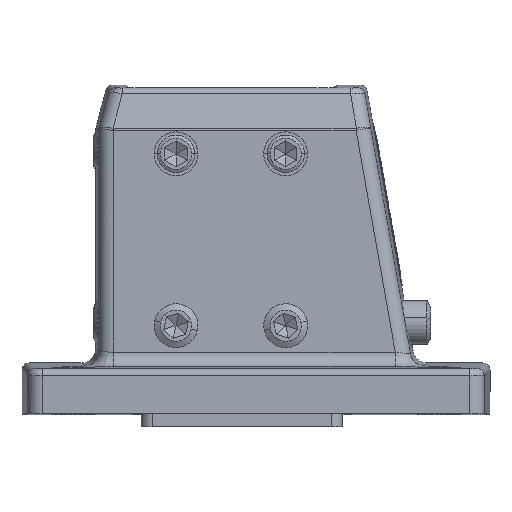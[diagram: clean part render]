
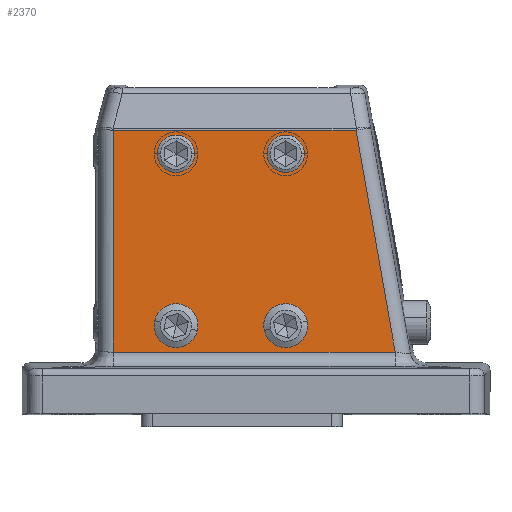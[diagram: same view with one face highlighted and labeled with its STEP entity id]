
A CAD part, top view. The second image highlights one B-rep face of the part: STEP entity #2370.
In plain terms, the highlighted planar face has unit normal (0, 0, 1).
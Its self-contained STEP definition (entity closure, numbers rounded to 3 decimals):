
#2332 = ORIENTED_EDGE ( 'NONE', *, *, #2342, .F. ) ;
#2334 = ORIENTED_EDGE ( 'NONE', *, *, #20574, .F. ) ;
#2342 = EDGE_CURVE ( 'NONE', #20428, #20449, #6881, .T. ) ;
#2345 = ORIENTED_EDGE ( 'NONE', *, *, #2358, .F. ) ;
#2350 = EDGE_LOOP ( 'NONE', ( #2419, #2379, #2432, #2469 ) ) ;
#2353 = VERTEX_POINT ( 'NONE', #6906 ) ;
#2358 = EDGE_CURVE ( 'NONE', #20683, #20562, #6899, .T. ) ;
#2359 = EDGE_LOOP ( 'NONE', ( #2332, #2421 ) ) ;
#2362 = EDGE_LOOP ( 'NONE', ( #2345, #2367 ) ) ;
#2367 = ORIENTED_EDGE ( 'NONE', *, *, #20567, .F. ) ;
#2370 = ADVANCED_FACE ( 'NONE', ( #6925, #6924, #6951, #6950, #6949 ), #6948, .F. ) ;
#2379 = ORIENTED_EDGE ( 'NONE', *, *, #2387, .T. ) ;
#2382 = EDGE_CURVE ( 'NONE', #20483, #20509, #6989, .T. ) ;
#2385 = EDGE_CURVE ( 'NONE', #20593, #20598, #6983, .T. ) ;
#2386 = EDGE_LOOP ( 'NONE', ( #2423, #2414 ) ) ;
#2387 = EDGE_CURVE ( 'NONE', #2427, #2422, #6977, .T. ) ;
#2408 = ORIENTED_EDGE ( 'NONE', *, *, #2385, .F. ) ;
#2414 = ORIENTED_EDGE ( 'NONE', *, *, #20525, .F. ) ;
#2418 = EDGE_CURVE ( 'NONE', #2353, #2427, #7000, .T. ) ;
#2419 = ORIENTED_EDGE ( 'NONE', *, *, #2418, .T. ) ;
#2421 = ORIENTED_EDGE ( 'NONE', *, *, #20432, .F. ) ;
#2422 = VERTEX_POINT ( 'NONE', #7055 ) ;
#2423 = ORIENTED_EDGE ( 'NONE', *, *, #2382, .F. ) ;
#2426 = EDGE_LOOP ( 'NONE', ( #2408, #2334 ) ) ;
#2427 = VERTEX_POINT ( 'NONE', #7039 ) ;
#2432 = ORIENTED_EDGE ( 'NONE', *, *, #2468, .T. ) ;
#2463 = VERTEX_POINT ( 'NONE', #7128 ) ;
#2468 = EDGE_CURVE ( 'NONE', #2422, #2463, #7122, .T. ) ;
#2469 = ORIENTED_EDGE ( 'NONE', *, *, #2474, .T. ) ;
#2474 = EDGE_CURVE ( 'NONE', #2463, #2353, #7158, .T. ) ;
#6877 = DIRECTION ( 'NONE',  ( 1., 0., 0. ) ) ;
#6878 = DIRECTION ( 'NONE',  ( 0., 0., 1. ) ) ;
#6879 = CARTESIAN_POINT ( 'NONE',  ( -15., 73.149, 37. ) ) ;
#6880 = AXIS2_PLACEMENT_3D ( 'NONE', #6879, #6878, #6877 ) ;
#6881 = CIRCLE ( 'NONE', #6880, 5.1 ) ;
#6895 = DIRECTION ( 'NONE',  ( 1., 0., 0. ) ) ;
#6896 = DIRECTION ( 'NONE',  ( 0., 0., 1. ) ) ;
#6897 = CARTESIAN_POINT ( 'NONE',  ( -15., 26.149, 37. ) ) ;
#6898 = AXIS2_PLACEMENT_3D ( 'NONE', #6897, #6896, #6895 ) ;
#6899 = CIRCLE ( 'NONE', #6898, 5.1 ) ;
#6906 = CARTESIAN_POINT ( 'NONE',  ( 44.944, 18.928, 37. ) ) ;
#6924 = FACE_BOUND ( 'NONE', #2386, .T. ) ;
#6925 = FACE_BOUND ( 'NONE', #2359, .T. ) ;
#6942 = DIRECTION ( 'NONE',  ( -1., 0., 0. ) ) ;
#6943 = DIRECTION ( 'NONE',  ( 0., 0., -1. ) ) ;
#6944 = CARTESIAN_POINT ( 'NONE',  ( -64., 79.872, 37. ) ) ;
#6945 = AXIS2_PLACEMENT_3D ( 'NONE', #6944, #6943, #6942 ) ;
#6948 = PLANE ( 'NONE',  #6945 ) ;
#6949 = FACE_OUTER_BOUND ( 'NONE', #2350, .T. ) ;
#6950 = FACE_BOUND ( 'NONE', #2362, .T. ) ;
#6951 = FACE_BOUND ( 'NONE', #2426, .T. ) ;
#6974 = DIRECTION ( 'NONE',  ( -1., 0., 0. ) ) ;
#6975 = VECTOR ( 'NONE', #6974, 1000. ) ;
#6976 = CARTESIAN_POINT ( 'NONE',  ( -64., 79.609, 37. ) ) ;
#6977 = LINE ( 'NONE', #6976, #6975 ) ;
#6979 = DIRECTION ( 'NONE',  ( 1., 0., 0. ) ) ;
#6980 = DIRECTION ( 'NONE',  ( 0., 0., 1. ) ) ;
#6981 = CARTESIAN_POINT ( 'NONE',  ( 15., 26.149, 37. ) ) ;
#6982 = AXIS2_PLACEMENT_3D ( 'NONE', #6981, #6980, #6979 ) ;
#6983 = CIRCLE ( 'NONE', #6982, 5.1 ) ;
#6985 = DIRECTION ( 'NONE',  ( 1., 0., 0. ) ) ;
#6986 = DIRECTION ( 'NONE',  ( 0., 0., 1. ) ) ;
#6987 = CARTESIAN_POINT ( 'NONE',  ( 15., 73.149, 37. ) ) ;
#6988 = AXIS2_PLACEMENT_3D ( 'NONE', #6987, #6986, #6985 ) ;
#6989 = CIRCLE ( 'NONE', #6988, 5.1 ) ;
#7000 = LINE ( 'NONE', #7058, #7057 ) ;
#7039 = CARTESIAN_POINT ( 'NONE',  ( 34.244, 79.609, 37. ) ) ;
#7055 = CARTESIAN_POINT ( 'NONE',  ( -32.134, 79.609, 37. ) ) ;
#7056 = DIRECTION ( 'NONE',  ( -0.174, 0.985, 0. ) ) ;
#7057 = VECTOR ( 'NONE', #7056, 1000. ) ;
#7058 = CARTESIAN_POINT ( 'NONE',  ( 31.237, 96.665, 37. ) ) ;
#7119 = DIRECTION ( 'NONE',  ( 0., -1., 0. ) ) ;
#7120 = VECTOR ( 'NONE', #7119, 1000. ) ;
#7121 = CARTESIAN_POINT ( 'NONE',  ( -32.134, 79.872, 37. ) ) ;
#7122 = LINE ( 'NONE', #7121, #7120 ) ;
#7128 = CARTESIAN_POINT ( 'NONE',  ( -32.134, 18.928, 37. ) ) ;
#7155 = DIRECTION ( 'NONE',  ( 1., 0., 0. ) ) ;
#7156 = VECTOR ( 'NONE', #7155, 1000. ) ;
#7157 = CARTESIAN_POINT ( 'NONE',  ( 49.588, 18.928, 37. ) ) ;
#7158 = LINE ( 'NONE', #7157, #7156 ) ;
#8554 = DIRECTION ( 'NONE',  ( 1., 0., 0. ) ) ;
#8555 = DIRECTION ( 'NONE',  ( 0., 0., 1. ) ) ;
#8556 = CARTESIAN_POINT ( 'NONE',  ( -15., 73.149, 37. ) ) ;
#8557 = AXIS2_PLACEMENT_3D ( 'NONE', #8556, #8555, #8554 ) ;
#8558 = CIRCLE ( 'NONE', #8557, 5.1 ) ;
#8567 = CARTESIAN_POINT ( 'NONE',  ( -9.9, 73.149, 37. ) ) ;
#8578 = CARTESIAN_POINT ( 'NONE',  ( -20.1, 73.149, 37. ) ) ;
#8622 = CARTESIAN_POINT ( 'NONE',  ( 20.1, 73.149, 37. ) ) ;
#8637 = DIRECTION ( 'NONE',  ( 1., 0., 0. ) ) ;
#8638 = DIRECTION ( 'NONE',  ( 0., 0., 1. ) ) ;
#8639 = CARTESIAN_POINT ( 'NONE',  ( 15., 73.149, 37. ) ) ;
#8640 = AXIS2_PLACEMENT_3D ( 'NONE', #8639, #8638, #8637 ) ;
#8641 = CIRCLE ( 'NONE', #8640, 5.1 ) ;
#8656 = CARTESIAN_POINT ( 'NONE',  ( 9.9, 73.149, 37. ) ) ;
#8678 = CARTESIAN_POINT ( 'NONE',  ( 15., 26.149, 37. ) ) ;
#8682 = DIRECTION ( 'NONE',  ( 1., 0., 0. ) ) ;
#8683 = DIRECTION ( 'NONE',  ( 0., 0., 1. ) ) ;
#8684 = CARTESIAN_POINT ( 'NONE',  ( -15., 26.149, 37. ) ) ;
#8685 = AXIS2_PLACEMENT_3D ( 'NONE', #8684, #8683, #8682 ) ;
#8686 = CIRCLE ( 'NONE', #8685, 5.1 ) ;
#8687 = CARTESIAN_POINT ( 'NONE',  ( -20.1, 26.149, 37. ) ) ;
#8711 = DIRECTION ( 'NONE',  ( 1., 0., 0. ) ) ;
#8712 = DIRECTION ( 'NONE',  ( 0., 0., 1. ) ) ;
#8713 = AXIS2_PLACEMENT_3D ( 'NONE', #8678, #8712, #8711 ) ;
#8714 = CIRCLE ( 'NONE', #8713, 5.1 ) ;
#8735 = CARTESIAN_POINT ( 'NONE',  ( 9.9, 26.149, 37. ) ) ;
#8738 = CARTESIAN_POINT ( 'NONE',  ( 20.1, 26.149, 37. ) ) ;
#8822 = CARTESIAN_POINT ( 'NONE',  ( -9.9, 26.149, 37. ) ) ;
#20428 = VERTEX_POINT ( 'NONE', #8567 ) ;
#20432 = EDGE_CURVE ( 'NONE', #20449, #20428, #8558, .T. ) ;
#20449 = VERTEX_POINT ( 'NONE', #8578 ) ;
#20483 = VERTEX_POINT ( 'NONE', #8622 ) ;
#20509 = VERTEX_POINT ( 'NONE', #8656 ) ;
#20525 = EDGE_CURVE ( 'NONE', #20509, #20483, #8641, .T. ) ;
#20562 = VERTEX_POINT ( 'NONE', #8687 ) ;
#20567 = EDGE_CURVE ( 'NONE', #20562, #20683, #8686, .T. ) ;
#20574 = EDGE_CURVE ( 'NONE', #20598, #20593, #8714, .T. ) ;
#20593 = VERTEX_POINT ( 'NONE', #8738 ) ;
#20598 = VERTEX_POINT ( 'NONE', #8735 ) ;
#20683 = VERTEX_POINT ( 'NONE', #8822 ) ;
